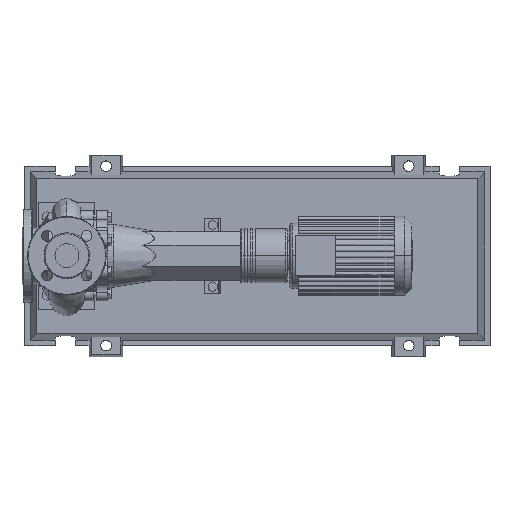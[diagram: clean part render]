
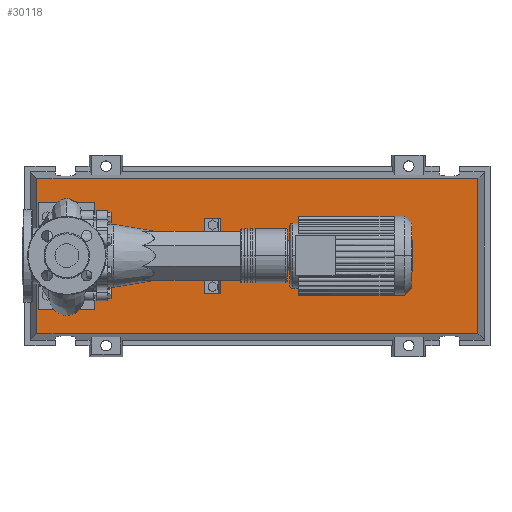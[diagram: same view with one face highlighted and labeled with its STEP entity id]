
A CAD part, top view. The second image highlights one B-rep face of the part: STEP entity #30118.
In plain terms, the highlighted planar face has unit normal (0, 0, 1).
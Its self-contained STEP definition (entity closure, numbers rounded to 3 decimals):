
#29799=CARTESIAN_POINT('',(733.292,-138.292,83.0));
#29800=VERTEX_POINT('',#29799);
#29807=CARTESIAN_POINT('',(-53.292,-138.292,83.0));
#29808=VERTEX_POINT('',#29807);
#29809=CARTESIAN_POINT('',(733.292,-138.292,83.0));
#29810=DIRECTION('',(-1.0,0.0,0.0));
#29811=VECTOR('',#29810,786.584);
#29812=LINE('',#29809,#29811);
#29813=EDGE_CURVE('',#29800,#29808,#29812,.T.);
#30031=CARTESIAN_POINT('',(733.292,138.292,83.0));
#30032=VERTEX_POINT('',#30031);
#30033=CARTESIAN_POINT('',(733.292,138.292,83.0));
#30034=DIRECTION('',(0.0,-1.0,0.0));
#30035=VECTOR('',#30034,276.584);
#30036=LINE('',#30033,#30035);
#30037=EDGE_CURVE('',#30032,#29800,#30036,.T.);
#30055=CARTESIAN_POINT('',(-53.292,138.292,83.0));
#30056=VERTEX_POINT('',#30055);
#30057=CARTESIAN_POINT('',(-53.292,-138.292,83.0));
#30058=DIRECTION('',(0.0,1.0,0.0));
#30059=VECTOR('',#30058,276.584);
#30060=LINE('',#30057,#30059);
#30061=EDGE_CURVE('',#29808,#30056,#30060,.T.);
#30094=CARTESIAN_POINT('',(-53.292,138.292,83.0));
#30095=DIRECTION('',(1.0,0.0,0.0));
#30096=VECTOR('',#30095,786.584);
#30097=LINE('',#30094,#30096);
#30098=EDGE_CURVE('',#30056,#30032,#30097,.T.);
#30107=CARTESIAN_POINT('',(340.,0.,83.0));
#30108=DIRECTION('',(0.0,0.0,1.0));
#30109=DIRECTION('',(1.0,0.0,0.0));
#30110=AXIS2_PLACEMENT_3D('',#30107,#30108,#30109);
#30111=PLANE('',#30110);
#30112=ORIENTED_EDGE('',*,*,#30037,.F.);
#30113=ORIENTED_EDGE('',*,*,#30098,.F.);
#30114=ORIENTED_EDGE('',*,*,#30061,.F.);
#30115=ORIENTED_EDGE('',*,*,#29813,.F.);
#30116=EDGE_LOOP('',(#30112,#30113,#30114,#30115));
#30117=FACE_OUTER_BOUND('',#30116,.T.);
#30118=ADVANCED_FACE('',(#30117),#30111,.T.);
